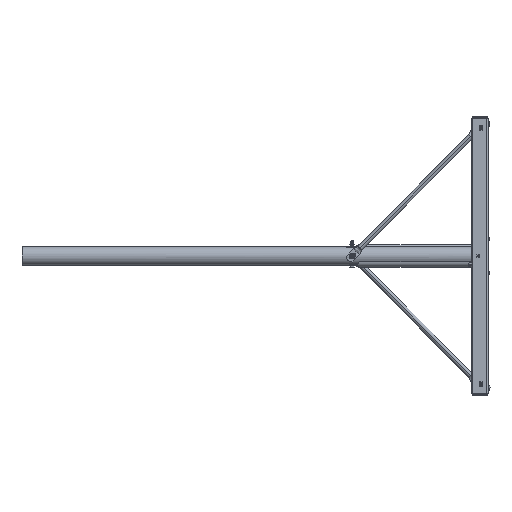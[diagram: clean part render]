
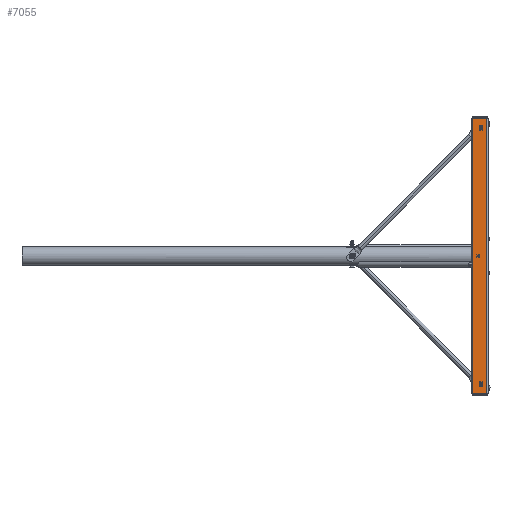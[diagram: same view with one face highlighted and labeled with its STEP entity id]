
A CAD part, left-side view. The second image highlights one B-rep face of the part: STEP entity #7055.
In plain terms, the highlighted face is planar.
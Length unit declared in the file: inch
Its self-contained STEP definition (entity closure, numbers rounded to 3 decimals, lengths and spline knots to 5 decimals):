
#8 = ORIENTED_EDGE ( 'NONE', *, *, #12620, .T. ) ;
#176 = DIRECTION ( 'NONE',  ( 0., 0., -1. ) ) ;
#184 = EDGE_CURVE ( 'NONE', #8765, #10629, #9662, .T. ) ;
#286 = VECTOR ( 'NONE', #9840, 39.37008 ) ;
#338 = CARTESIAN_POINT ( 'NONE',  ( 15.90945, 0., 0.80512 ) ) ;
#361 = CARTESIAN_POINT ( 'NONE',  ( -16.55118, 0., 0.80512 ) ) ;
#1173 = LINE ( 'NONE', #17021, #17203 ) ;
#1645 = CARTESIAN_POINT ( 'NONE',  ( 16.55118, 0., 1.1437 ) ) ;
#2002 = VECTOR ( 'NONE', #2354, 39.37008 ) ;
#2054 = CARTESIAN_POINT ( 'NONE',  ( 15.90945, 0., 1.1437 ) ) ;
#2210 = ORIENTED_EDGE ( 'NONE', *, *, #2390, .T. ) ;
#2223 = VECTOR ( 'NONE', #15698, 39.37008 ) ;
#2354 = DIRECTION ( 'NONE',  ( 0., 0., -1. ) ) ;
#2390 = EDGE_CURVE ( 'NONE', #15728, #13548, #11789, .T. ) ;
#2614 = VECTOR ( 'NONE', #6370, 39.37008 ) ;
#2804 = EDGE_LOOP ( 'NONE', ( #4535, #6010, #11802, #14172 ) ) ;
#3113 = CARTESIAN_POINT ( 'NONE',  ( -16.55118, 0., 0.80512 ) ) ;
#3175 = VECTOR ( 'NONE', #13545, 39.37008 ) ;
#3199 = FACE_OUTER_BOUND ( 'NONE', #8898, .T. ) ;
#3262 = LINE ( 'NONE', #17559, #16080 ) ;
#3360 = DIRECTION ( 'NONE',  ( -1., 0., 0. ) ) ;
#3531 = LINE ( 'NONE', #14722, #286 ) ;
#3593 = CARTESIAN_POINT ( 'NONE',  ( -15.90945, 0., 1.1437 ) ) ;
#3595 = VERTEX_POINT ( 'NONE', #13487 ) ;
#3717 = LINE ( 'NONE', #11788, #14058 ) ;
#3960 = VERTEX_POINT ( 'NONE', #15939 ) ;
#4020 = DIRECTION ( 'NONE',  ( 1., 0., 0. ) ) ;
#4291 = CARTESIAN_POINT ( 'NONE',  ( -17.45079, 0., 2. ) ) ;
#4352 = ORIENTED_EDGE ( 'NONE', *, *, #15233, .T. ) ;
#4400 = LINE ( 'NONE', #10725, #10772 ) ;
#4402 = EDGE_LOOP ( 'NONE', ( #10050, #14331, #8, #2210 ) ) ;
#4535 = ORIENTED_EDGE ( 'NONE', *, *, #12796, .T. ) ;
#4682 = VERTEX_POINT ( 'NONE', #18603 ) ;
#4684 = DIRECTION ( 'NONE',  ( 1., 0., 0. ) ) ;
#4706 = CARTESIAN_POINT ( 'NONE',  ( -16.55118, 0., 0.80512 ) ) ;
#5163 = LINE ( 'NONE', #10328, #3175 ) ;
#5170 = ORIENTED_EDGE ( 'NONE', *, *, #13181, .T. ) ;
#5511 = VERTEX_POINT ( 'NONE', #11744 ) ;
#5605 = FACE_BOUND ( 'NONE', #14182, .T. ) ;
#5973 = DIRECTION ( 'NONE',  ( 0., 0., 1. ) ) ;
#6010 = ORIENTED_EDGE ( 'NONE', *, *, #6758, .T. ) ;
#6109 = LINE ( 'NONE', #3113, #17174 ) ;
#6124 = CARTESIAN_POINT ( 'NONE',  ( 0.16929, 0., 1.14173 ) ) ;
#6232 = VECTOR ( 'NONE', #14157, 39.37008 ) ;
#6298 = FACE_BOUND ( 'NONE', #4402, .T. ) ;
#6370 = DIRECTION ( 'NONE',  ( 0., 0., -1. ) ) ;
#6427 = EDGE_CURVE ( 'NONE', #7345, #13030, #5163, .T. ) ;
#6679 = LINE ( 'NONE', #15807, #2614 ) ;
#6758 = EDGE_CURVE ( 'NONE', #11956, #5511, #4400, .T. ) ;
#7055 = ADVANCED_FACE ( 'NONE', ( #5605, #6298, #17386, #3199 ), #14376, .T. ) ;
#7280 = EDGE_CURVE ( 'NONE', #13548, #12151, #3717, .T. ) ;
#7345 = VERTEX_POINT ( 'NONE', #13360 ) ;
#7740 = CARTESIAN_POINT ( 'NONE',  ( 17.45079, 0., 0.20866 ) ) ;
#8113 = CARTESIAN_POINT ( 'NONE',  ( -16.55118, 0., 1.1437 ) ) ;
#8372 = DIRECTION ( 'NONE',  ( 0., 0., -1. ) ) ;
#8483 = CARTESIAN_POINT ( 'NONE',  ( 16.55118, 0., 1.1437 ) ) ;
#8560 = LINE ( 'NONE', #13334, #2002 ) ;
#8765 = VERTEX_POINT ( 'NONE', #14253 ) ;
#8850 = VERTEX_POINT ( 'NONE', #17568 ) ;
#8884 = EDGE_CURVE ( 'NONE', #4682, #12812, #10101, .T. ) ;
#8898 = EDGE_LOOP ( 'NONE', ( #11143, #17336, #14691, #5170 ) ) ;
#9081 = LINE ( 'NONE', #15413, #13197 ) ;
#9499 = CARTESIAN_POINT ( 'NONE',  ( 17.45079, 0., 0.20866 ) ) ;
#9613 = ORIENTED_EDGE ( 'NONE', *, *, #8884, .T. ) ;
#9662 = LINE ( 'NONE', #8113, #18607 ) ;
#9770 = VECTOR ( 'NONE', #16216, 39.37008 ) ;
#9840 = DIRECTION ( 'NONE',  ( -1., 0., 0. ) ) ;
#9919 = EDGE_CURVE ( 'NONE', #8850, #7345, #3262, .T. ) ;
#10050 = ORIENTED_EDGE ( 'NONE', *, *, #7280, .T. ) ;
#10101 = LINE ( 'NONE', #361, #9770 ) ;
#10328 = CARTESIAN_POINT ( 'NONE',  ( -17.45079, 0., 0.20866 ) ) ;
#10629 = VERTEX_POINT ( 'NONE', #3593 ) ;
#10636 = LINE ( 'NONE', #7740, #6232 ) ;
#10725 = CARTESIAN_POINT ( 'NONE',  ( -0.16929, 0., 1.14173 ) ) ;
#10772 = VECTOR ( 'NONE', #17053, 39.37008 ) ;
#11017 = EDGE_CURVE ( 'NONE', #5511, #12605, #15398, .T. ) ;
#11110 = LINE ( 'NONE', #15988, #17525 ) ;
#11143 = ORIENTED_EDGE ( 'NONE', *, *, #6427, .F. ) ;
#11260 = DIRECTION ( 'NONE',  ( 0., -1., 0. ) ) ;
#11744 = CARTESIAN_POINT ( 'NONE',  ( -0.16929, 0., 1.14173 ) ) ;
#11788 = CARTESIAN_POINT ( 'NONE',  ( 16.55118, 0., 0.80512 ) ) ;
#11789 = LINE ( 'NONE', #8483, #15989 ) ;
#11802 = ORIENTED_EDGE ( 'NONE', *, *, #11017, .T. ) ;
#11860 = ORIENTED_EDGE ( 'NONE', *, *, #184, .T. ) ;
#11956 = VERTEX_POINT ( 'NONE', #6124 ) ;
#12151 = VERTEX_POINT ( 'NONE', #18751 ) ;
#12605 = VERTEX_POINT ( 'NONE', #15709 ) ;
#12620 = EDGE_CURVE ( 'NONE', #15308, #15728, #9081, .T. ) ;
#12647 = EDGE_CURVE ( 'NONE', #8850, #3960, #10636, .T. ) ;
#12796 = EDGE_CURVE ( 'NONE', #3595, #11956, #6679, .T. ) ;
#12812 = VERTEX_POINT ( 'NONE', #4706 ) ;
#13030 = VERTEX_POINT ( 'NONE', #4291 ) ;
#13096 = AXIS2_PLACEMENT_3D ( 'NONE', #9499, #11260, #176 ) ;
#13181 = EDGE_CURVE ( 'NONE', #3960, #13030, #3531, .T. ) ;
#13197 = VECTOR ( 'NONE', #5973, 39.37008 ) ;
#13334 = CARTESIAN_POINT ( 'NONE',  ( -15.90945, 0., 0.80512 ) ) ;
#13360 = CARTESIAN_POINT ( 'NONE',  ( -17.45079, 0., 0.20866 ) ) ;
#13487 = CARTESIAN_POINT ( 'NONE',  ( 0.16929, 0., 1.48031 ) ) ;
#13545 = DIRECTION ( 'NONE',  ( 0., 0., 1. ) ) ;
#13548 = VERTEX_POINT ( 'NONE', #1645 ) ;
#13943 = ORIENTED_EDGE ( 'NONE', *, *, #20111, .T. ) ;
#14058 = VECTOR ( 'NONE', #8372, 39.37008 ) ;
#14157 = DIRECTION ( 'NONE',  ( 0., 0., 1. ) ) ;
#14172 = ORIENTED_EDGE ( 'NONE', *, *, #14306, .T. ) ;
#14182 = EDGE_LOOP ( 'NONE', ( #9613, #13943, #11860, #4352 ) ) ;
#14253 = CARTESIAN_POINT ( 'NONE',  ( -16.55118, 0., 1.1437 ) ) ;
#14306 = EDGE_CURVE ( 'NONE', #12605, #3595, #11110, .T. ) ;
#14331 = ORIENTED_EDGE ( 'NONE', *, *, #14594, .T. ) ;
#14376 = PLANE ( 'NONE',  #13096 ) ;
#14594 = EDGE_CURVE ( 'NONE', #12151, #15308, #1173, .T. ) ;
#14691 = ORIENTED_EDGE ( 'NONE', *, *, #12647, .T. ) ;
#14722 = CARTESIAN_POINT ( 'NONE',  ( 17.45079, 0., 2. ) ) ;
#15233 = EDGE_CURVE ( 'NONE', #10629, #4682, #8560, .T. ) ;
#15308 = VERTEX_POINT ( 'NONE', #338 ) ;
#15398 = LINE ( 'NONE', #17252, #2223 ) ;
#15413 = CARTESIAN_POINT ( 'NONE',  ( 15.90945, 0., 0.80512 ) ) ;
#15650 = DIRECTION ( 'NONE',  ( 0., 0., 1. ) ) ;
#15698 = DIRECTION ( 'NONE',  ( 0., 0., 1. ) ) ;
#15709 = CARTESIAN_POINT ( 'NONE',  ( -0.16929, 0., 1.48031 ) ) ;
#15728 = VERTEX_POINT ( 'NONE', #2054 ) ;
#15807 = CARTESIAN_POINT ( 'NONE',  ( 0.16929, 0., 1.48031 ) ) ;
#15939 = CARTESIAN_POINT ( 'NONE',  ( 17.45079, 0., 2. ) ) ;
#15988 = CARTESIAN_POINT ( 'NONE',  ( -0.16929, 0., 1.48031 ) ) ;
#15989 = VECTOR ( 'NONE', #4020, 39.37008 ) ;
#16080 = VECTOR ( 'NONE', #3360, 39.37008 ) ;
#16216 = DIRECTION ( 'NONE',  ( -1., 0., 0. ) ) ;
#17021 = CARTESIAN_POINT ( 'NONE',  ( 16.55118, 0., 0.80512 ) ) ;
#17053 = DIRECTION ( 'NONE',  ( -1., 0., 0. ) ) ;
#17174 = VECTOR ( 'NONE', #15650, 39.37008 ) ;
#17203 = VECTOR ( 'NONE', #19918, 39.37008 ) ;
#17252 = CARTESIAN_POINT ( 'NONE',  ( -0.16929, 0., 1.48031 ) ) ;
#17336 = ORIENTED_EDGE ( 'NONE', *, *, #9919, .F. ) ;
#17386 = FACE_BOUND ( 'NONE', #2804, .T. ) ;
#17525 = VECTOR ( 'NONE', #4684, 39.37008 ) ;
#17559 = CARTESIAN_POINT ( 'NONE',  ( 17.45079, 0., 0.20866 ) ) ;
#17568 = CARTESIAN_POINT ( 'NONE',  ( 17.45079, 0., 0.20866 ) ) ;
#18603 = CARTESIAN_POINT ( 'NONE',  ( -15.90945, 0., 0.80512 ) ) ;
#18607 = VECTOR ( 'NONE', #19199, 39.37008 ) ;
#18751 = CARTESIAN_POINT ( 'NONE',  ( 16.55118, 0., 0.80512 ) ) ;
#19199 = DIRECTION ( 'NONE',  ( 1., 0., 0. ) ) ;
#19918 = DIRECTION ( 'NONE',  ( -1., 0., 0. ) ) ;
#20111 = EDGE_CURVE ( 'NONE', #12812, #8765, #6109, .T. ) ;
